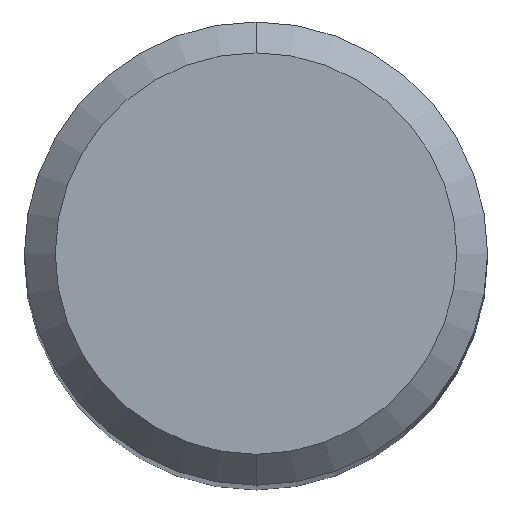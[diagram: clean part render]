
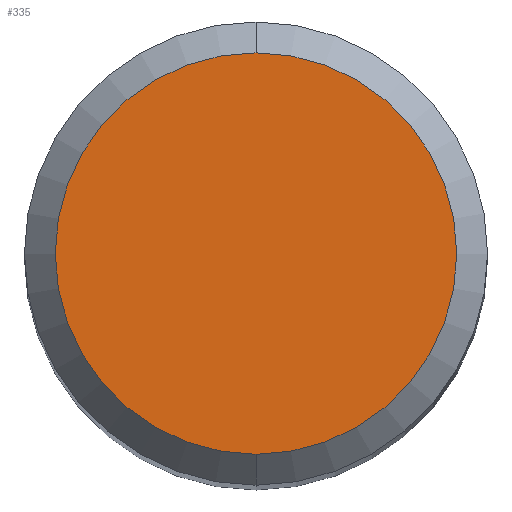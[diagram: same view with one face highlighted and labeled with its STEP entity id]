
A CAD part, top view. The second image highlights one B-rep face of the part: STEP entity #335.
In plain terms, the highlighted planar face has unit normal (0, 0, 1).
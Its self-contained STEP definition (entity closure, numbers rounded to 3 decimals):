
#169=VERTEX_POINT('',#460);
#335=ADVANCED_FACE('',(#644),#645,.T.);
#383=EDGE_CURVE('',#169,#417,#697,.T.);
#389=EDGE_CURVE('',#417,#169,#703,.T.);
#417=VERTEX_POINT('',#734);
#460=CARTESIAN_POINT('',(0.0,2.6,0.0));
#644=FACE_OUTER_BOUND('',#1128,.T.);
#645=PLANE('',#1129);
#697=CIRCLE('',#1246,2.6);
#703=CIRCLE('',#1256,2.6);
#734=CARTESIAN_POINT('',(0.,-2.6,0.0));
#1128=EDGE_LOOP('',(#1595,#1596));
#1129=AXIS2_PLACEMENT_3D('',#1597,#1598,#1599);
#1246=AXIS2_PLACEMENT_3D('',#1645,#1646,#1647);
#1256=AXIS2_PLACEMENT_3D('',#1652,#1653,#1654);
#1595=ORIENTED_EDGE('',*,*,#383,.F.);
#1596=ORIENTED_EDGE('',*,*,#389,.F.);
#1597=CARTESIAN_POINT('',(0.0,1.3,0.0));
#1598=DIRECTION('',(-0.0,0.0,1.0));
#1599=DIRECTION('',(0.0,-1.0,0.0));
#1645=CARTESIAN_POINT('',(0.0,0.0,0.0));
#1646=DIRECTION('',(0.0,0.0,-1.0));
#1647=DIRECTION('',(0.0,1.0,0.0));
#1652=CARTESIAN_POINT('',(0.0,0.0,0.0));
#1653=DIRECTION('',(0.0,0.0,-1.0));
#1654=DIRECTION('',(0.0,1.0,0.0));
